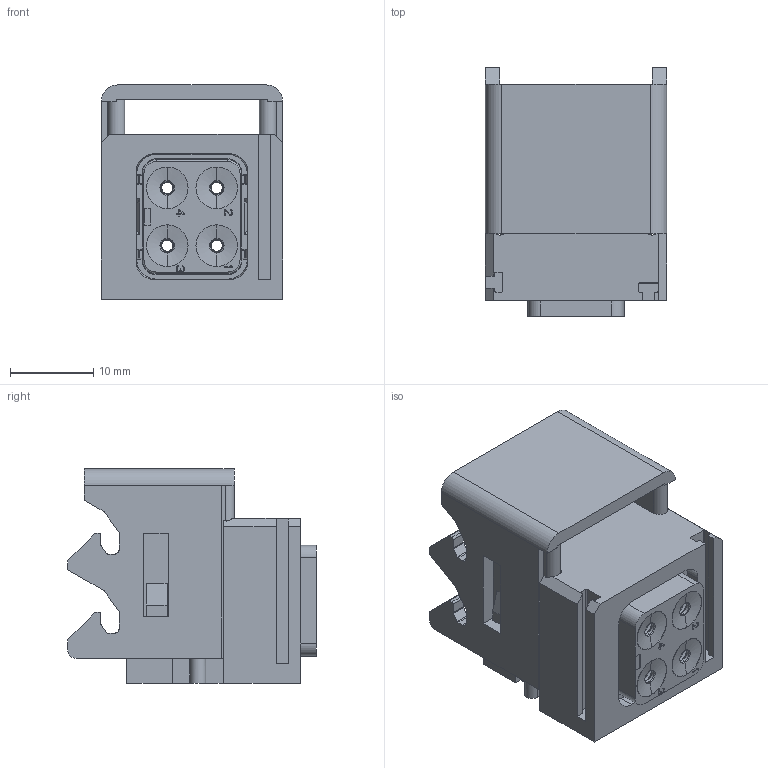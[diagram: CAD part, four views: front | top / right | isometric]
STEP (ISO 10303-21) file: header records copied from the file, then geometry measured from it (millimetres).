
FILE_DESCRIPTION((''),'2;1');
FILE_NAME('35599142000PSU','2020-02-19T',('presta_be4'),(''),'CREO PARAMETRIC BY PTC INC, 2018360','CREO PARAMETRIC BY PTC INC, 2018360','');
FILE_SCHEMA(('CONFIG_CONTROL_DESIGN'));
Products named in the file (1): 35599142000PSU
Bounding box: 21.8 x 29.89 x 25.75 mm (x, y, z)
Volume: 7056.2 mm3; surface area: 9336.3 mm2
Topology: 1 solids, 1 shells, 1531 faces, 3918 edges, 2414 vertices
Faces by surface type: plane 639, cylinder 314, bspline 248, torus 168, cone 114, sphere 48
Entity records: 72765 total; most frequent: CARTESIAN_POINT 37338, ORIENTED_EDGE 7836, DIRECTION 6872, EDGE_CURVE 3918, AXIS2_PLACEMENT_3D 2463, VERTEX_POINT 2414, VECTOR 1946, LINE 1946
